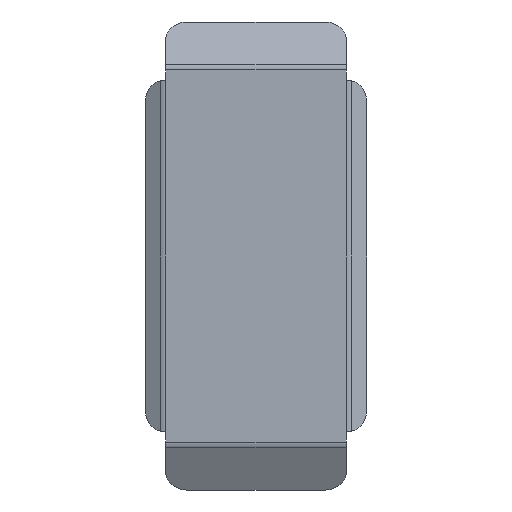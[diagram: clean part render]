
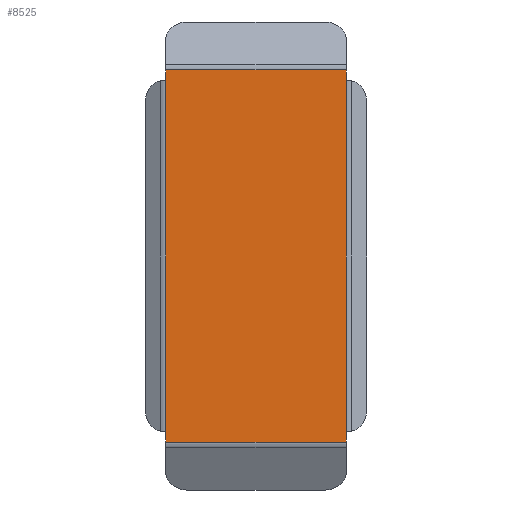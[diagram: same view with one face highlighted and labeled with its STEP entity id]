
A CAD part, front view. The second image highlights one B-rep face of the part: STEP entity #8525.
In plain terms, the highlighted face is planar.
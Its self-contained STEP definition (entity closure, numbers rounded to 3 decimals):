
#887=LINE('',#13117,#1418);
#888=LINE('',#13119,#1419);
#889=LINE('',#13121,#1420);
#890=LINE('',#13123,#1421);
#891=LINE('',#13125,#1422);
#892=LINE('',#13127,#1423);
#893=LINE('',#13129,#1424);
#894=LINE('',#13131,#1425);
#895=LINE('',#13133,#1426);
#896=LINE('',#13135,#1427);
#897=LINE('',#13137,#1428);
#898=LINE('',#13139,#1429);
#899=LINE('',#13141,#1430);
#900=LINE('',#13143,#1431);
#901=LINE('',#13145,#1432);
#902=LINE('',#13147,#1433);
#903=LINE('',#13149,#1434);
#904=LINE('',#13151,#1435);
#905=LINE('',#13153,#1436);
#906=LINE('',#13154,#1437);
#1418=VECTOR('',#10343,10.);
#1419=VECTOR('',#10344,10.);
#1420=VECTOR('',#10345,10.);
#1421=VECTOR('',#10346,10.);
#1422=VECTOR('',#10347,10.);
#1423=VECTOR('',#10348,10.);
#1424=VECTOR('',#10349,10.);
#1425=VECTOR('',#10350,10.);
#1426=VECTOR('',#10351,10.);
#1427=VECTOR('',#10352,10.);
#1428=VECTOR('',#10353,10.);
#1429=VECTOR('',#10354,10.);
#1430=VECTOR('',#10355,10.);
#1431=VECTOR('',#10356,10.);
#1432=VECTOR('',#10357,10.);
#1433=VECTOR('',#10358,10.);
#1434=VECTOR('',#10359,10.);
#1435=VECTOR('',#10360,10.);
#1436=VECTOR('',#10361,10.);
#1437=VECTOR('',#10362,10.);
#1953=FACE_OUTER_BOUND('',#2551,.T.);
#2551=EDGE_LOOP('',(#5802,#5803,#5804,#5805,#5806,#5807,#5808,#5809,#5810,
#5811,#5812,#5813,#5814,#5815,#5816,#5817,#5818,#5819,#5820,#5821));
#3747=VERTEX_POINT('',#13115);
#3748=VERTEX_POINT('',#13116);
#3749=VERTEX_POINT('',#13118);
#3750=VERTEX_POINT('',#13120);
#3751=VERTEX_POINT('',#13122);
#3752=VERTEX_POINT('',#13124);
#3753=VERTEX_POINT('',#13126);
#3754=VERTEX_POINT('',#13128);
#3755=VERTEX_POINT('',#13130);
#3756=VERTEX_POINT('',#13132);
#3757=VERTEX_POINT('',#13134);
#3758=VERTEX_POINT('',#13136);
#3759=VERTEX_POINT('',#13138);
#3760=VERTEX_POINT('',#13140);
#3761=VERTEX_POINT('',#13142);
#3762=VERTEX_POINT('',#13144);
#3763=VERTEX_POINT('',#13146);
#3764=VERTEX_POINT('',#13148);
#3765=VERTEX_POINT('',#13150);
#3766=VERTEX_POINT('',#13152);
#4532=EDGE_CURVE('',#3747,#3748,#887,.T.);
#4533=EDGE_CURVE('',#3748,#3749,#888,.T.);
#4534=EDGE_CURVE('',#3749,#3750,#889,.T.);
#4535=EDGE_CURVE('',#3750,#3751,#890,.T.);
#4536=EDGE_CURVE('',#3751,#3752,#891,.T.);
#4537=EDGE_CURVE('',#3752,#3753,#892,.T.);
#4538=EDGE_CURVE('',#3753,#3754,#893,.T.);
#4539=EDGE_CURVE('',#3754,#3755,#894,.T.);
#4540=EDGE_CURVE('',#3755,#3756,#895,.T.);
#4541=EDGE_CURVE('',#3756,#3757,#896,.T.);
#4542=EDGE_CURVE('',#3757,#3758,#897,.T.);
#4543=EDGE_CURVE('',#3758,#3759,#898,.T.);
#4544=EDGE_CURVE('',#3759,#3760,#899,.T.);
#4545=EDGE_CURVE('',#3760,#3761,#900,.T.);
#4546=EDGE_CURVE('',#3761,#3762,#901,.T.);
#4547=EDGE_CURVE('',#3762,#3763,#902,.T.);
#4548=EDGE_CURVE('',#3763,#3764,#903,.T.);
#4549=EDGE_CURVE('',#3764,#3765,#904,.T.);
#4550=EDGE_CURVE('',#3765,#3766,#905,.T.);
#4551=EDGE_CURVE('',#3766,#3747,#906,.T.);
#5802=ORIENTED_EDGE('',*,*,#4532,.T.);
#5803=ORIENTED_EDGE('',*,*,#4533,.T.);
#5804=ORIENTED_EDGE('',*,*,#4534,.T.);
#5805=ORIENTED_EDGE('',*,*,#4535,.T.);
#5806=ORIENTED_EDGE('',*,*,#4536,.T.);
#5807=ORIENTED_EDGE('',*,*,#4537,.T.);
#5808=ORIENTED_EDGE('',*,*,#4538,.T.);
#5809=ORIENTED_EDGE('',*,*,#4539,.T.);
#5810=ORIENTED_EDGE('',*,*,#4540,.T.);
#5811=ORIENTED_EDGE('',*,*,#4541,.T.);
#5812=ORIENTED_EDGE('',*,*,#4542,.T.);
#5813=ORIENTED_EDGE('',*,*,#4543,.T.);
#5814=ORIENTED_EDGE('',*,*,#4544,.T.);
#5815=ORIENTED_EDGE('',*,*,#4545,.T.);
#5816=ORIENTED_EDGE('',*,*,#4546,.T.);
#5817=ORIENTED_EDGE('',*,*,#4547,.T.);
#5818=ORIENTED_EDGE('',*,*,#4548,.T.);
#5819=ORIENTED_EDGE('',*,*,#4549,.T.);
#5820=ORIENTED_EDGE('',*,*,#4550,.T.);
#5821=ORIENTED_EDGE('',*,*,#4551,.T.);
#8342=PLANE('',#9207);
#8525=ADVANCED_FACE('',(#1953),#8342,.F.);
#9207=AXIS2_PLACEMENT_3D('',#13114,#10341,#10342);
#10341=DIRECTION('center_axis',(0.,0.,1.));
#10342=DIRECTION('ref_axis',(1.,0.,0.));
#10343=DIRECTION('',(0.,-1.,0.));
#10344=DIRECTION('',(-1.,0.,0.));
#10345=DIRECTION('',(0.,1.,0.));
#10346=DIRECTION('',(1.,0.,0.));
#10347=DIRECTION('',(0.,-1.,0.));
#10348=DIRECTION('',(1.,0.,0.));
#10349=DIRECTION('',(0.,1.,0.));
#10350=DIRECTION('',(1.,0.,0.));
#10351=DIRECTION('',(0.,-1.,0.));
#10352=DIRECTION('',(1.,0.,0.));
#10353=DIRECTION('',(0.,1.,0.));
#10354=DIRECTION('',(1.,0.,0.));
#10355=DIRECTION('',(0.,-1.,0.));
#10356=DIRECTION('',(-1.,0.,0.));
#10357=DIRECTION('',(0.,1.,0.));
#10358=DIRECTION('',(-1.,0.,0.));
#10359=DIRECTION('',(0.,-1.,0.));
#10360=DIRECTION('',(-1.,0.,0.));
#10361=DIRECTION('',(0.,1.,0.));
#10362=DIRECTION('',(-1.,0.,0.));
#13114=CARTESIAN_POINT('Origin',(-107.7,35.,0.));
#13115=CARTESIAN_POINT('',(-165.01,-84.99,0.));
#13116=CARTESIAN_POINT('',(-165.01,-85.,0.));
#13117=CARTESIAN_POINT('',(-165.01,-42.495,0.));
#13118=CARTESIAN_POINT('',(-175.,-85.,0.));
#13119=CARTESIAN_POINT('',(225.,-85.,0.));
#13120=CARTESIAN_POINT('',(-175.,85.,0.));
#13121=CARTESIAN_POINT('',(-175.,-42.5,0.));
#13122=CARTESIAN_POINT('',(-165.01,85.,0.));
#13123=CARTESIAN_POINT('',(-225.,85.,0.));
#13124=CARTESIAN_POINT('',(-165.01,84.99,0.));
#13125=CARTESIAN_POINT('',(-165.01,44.39,0.));
#13126=CARTESIAN_POINT('',(-165.,84.99,0.));
#13127=CARTESIAN_POINT('',(-82.505,84.99,0.));
#13128=CARTESIAN_POINT('',(-165.,85.,0.));
#13129=CARTESIAN_POINT('',(-165.,42.495,0.));
#13130=CARTESIAN_POINT('',(165.,85.,0.));
#13131=CARTESIAN_POINT('',(-225.,85.,0.));
#13132=CARTESIAN_POINT('',(165.,84.99,0.));
#13133=CARTESIAN_POINT('',(165.,44.39,0.));
#13134=CARTESIAN_POINT('',(165.01,84.99,0.));
#13135=CARTESIAN_POINT('',(82.5,84.99,0.));
#13136=CARTESIAN_POINT('',(165.01,85.,0.));
#13137=CARTESIAN_POINT('',(165.01,42.495,0.));
#13138=CARTESIAN_POINT('',(175.,85.,0.));
#13139=CARTESIAN_POINT('',(-225.,85.,0.));
#13140=CARTESIAN_POINT('',(175.,-85.,0.));
#13141=CARTESIAN_POINT('',(175.,42.5,0.));
#13142=CARTESIAN_POINT('',(165.01,-85.,0.));
#13143=CARTESIAN_POINT('',(225.,-85.,0.));
#13144=CARTESIAN_POINT('',(165.01,-84.99,0.));
#13145=CARTESIAN_POINT('',(165.01,-44.39,0.));
#13146=CARTESIAN_POINT('',(165.,-84.99,0.));
#13147=CARTESIAN_POINT('',(82.505,-84.99,0.));
#13148=CARTESIAN_POINT('',(165.,-85.,0.));
#13149=CARTESIAN_POINT('',(165.,-42.495,0.));
#13150=CARTESIAN_POINT('',(-165.,-85.,0.));
#13151=CARTESIAN_POINT('',(225.,-85.,0.));
#13152=CARTESIAN_POINT('',(-165.,-84.99,0.));
#13153=CARTESIAN_POINT('',(-165.,-44.39,0.));
#13154=CARTESIAN_POINT('',(-82.5,-84.99,0.));
